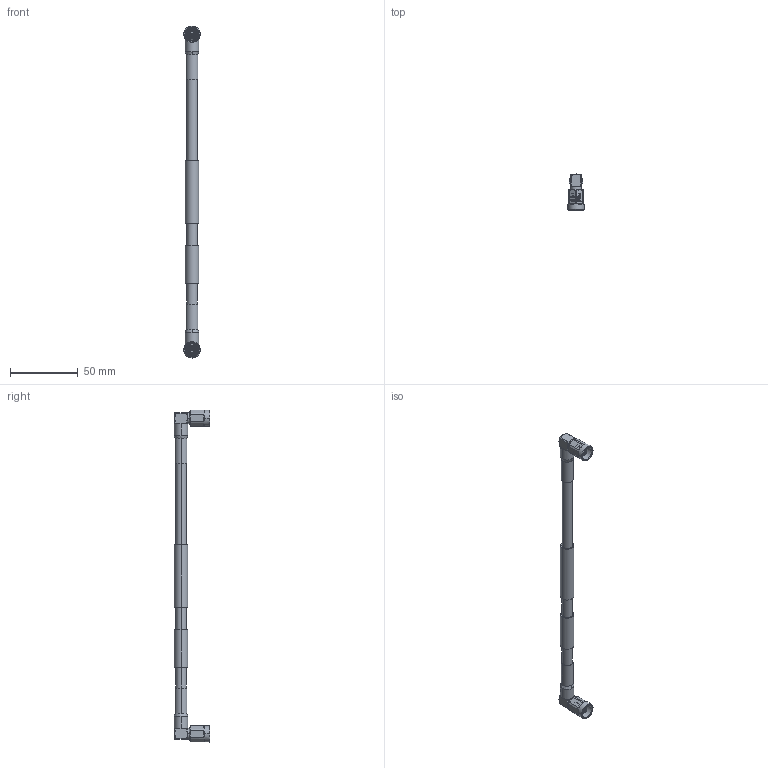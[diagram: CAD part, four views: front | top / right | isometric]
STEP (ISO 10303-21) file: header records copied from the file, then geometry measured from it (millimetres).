
FILE_DESCRIPTION (( 'STEP AP214' ), '1' );
FILE_NAME ('FMCA2264.step', '2021-02-09T19:10:37', ( '' ), ( '' ), 'SwSTEP 2.0', 'SolidWorks 2018', '' );
FILE_SCHEMA (( 'AUTOMOTIVE_DESIGN' ));
Length unit declared in the file: inch
Products named in the file (4): Heat Shrink^FMCA2264; FMCA2264; FMCN1709^FMCA2264; FM-1/4SFHC^FMCA2264
Assembly tree (5 placements, depth 2):
  FMCA2264
    FM-1/4SFHC^FMCA2264
    Heat Shrink^FMCA2264  x2
    FMCN1709^FMCA2264  x2
Bounding box: 12 x 26.23 x 244.48 mm (x, y, z)
Volume: 17252.3 mm3; surface area: 10912.4 mm2
Topology: 5 solids, 5 shells, 418 faces, 1098 edges, 710 vertices
Faces by surface type: plane 194, cylinder 104, cone 74, bspline 28, torus 18
Entity records: 9473 total; most frequent: CARTESIAN_POINT 4255, ORIENTED_EDGE 1128, DIRECTION 987, EDGE_CURVE 564, AXIS2_PLACEMENT_3D 384, VERTEX_POINT 365, EDGE_LOOP 233, VECTOR 219
